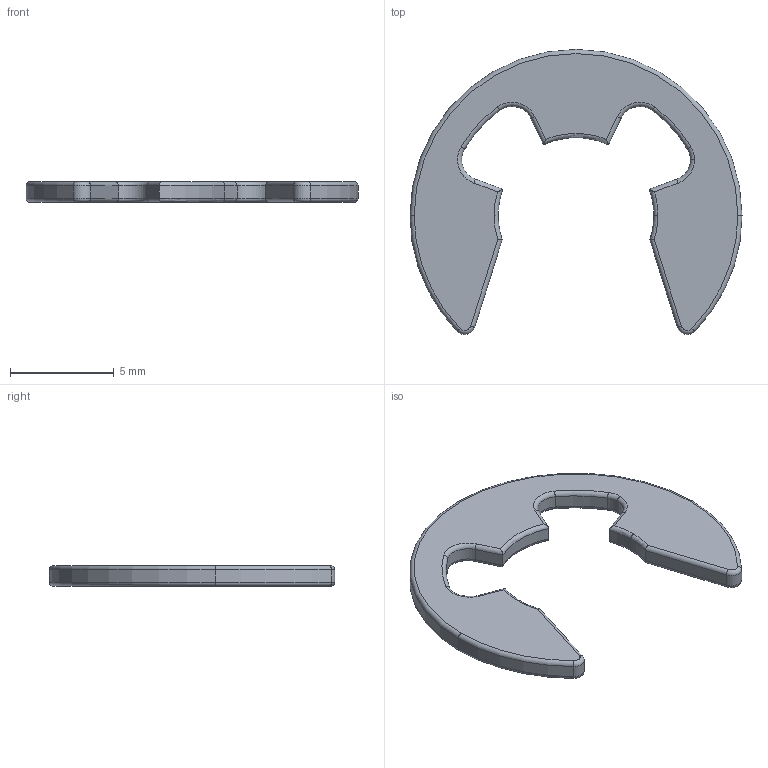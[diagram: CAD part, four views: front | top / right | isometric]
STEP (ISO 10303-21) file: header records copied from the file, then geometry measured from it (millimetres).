
FILE_DESCRIPTION (( 'STEP AP203' ), '1' );
FILE_NAME ('Moby-Anneau elastique_Défaut_sldprt.STEP', '2019-11-01T12:16:53', ( '' ), ( '' ), 'SwSTEP 2.0', 'SolidWorks 2017', '' );
FILE_SCHEMA (( 'CONFIG_CONTROL_DESIGN' ));
Length unit declared in the file: millimetre
Products named in the file (1): Moby-Anneau elastique_Défaut_sldprt
Bounding box: 16 x 13.74 x 1 mm (x, y, z)
Volume: 93.9 mm3; surface area: 252 mm2
Topology: 1 solids, 1 shells, 68 faces, 158 edges, 92 vertices
Faces by surface type: torus 32, cylinder 28, plane 8
Entity records: 2055 total; most frequent: DIRECTION 384, CARTESIAN_POINT 379, ORIENTED_EDGE 316, AXIS2_PLACEMENT_3D 169, EDGE_CURVE 158, CIRCLE 100, VERTEX_POINT 92, EDGE_LOOP 68
